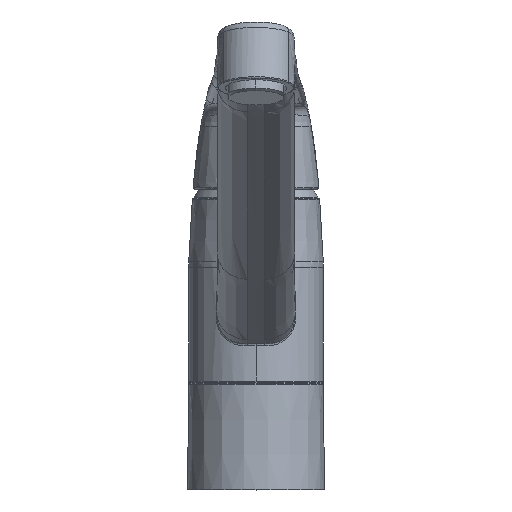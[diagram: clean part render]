
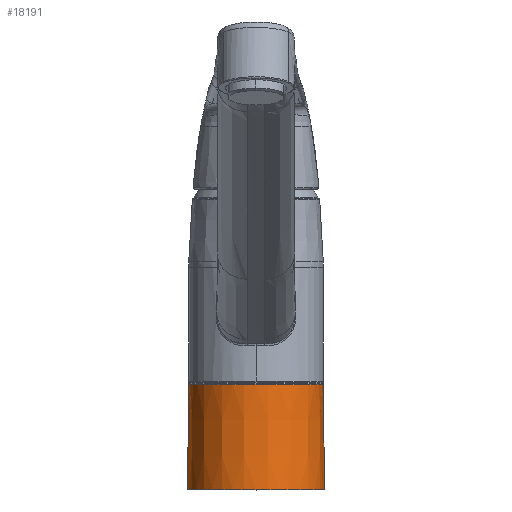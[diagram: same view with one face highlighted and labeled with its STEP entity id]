
A CAD part, top view. The second image highlights one B-rep face of the part: STEP entity #18191.
In plain terms, the highlighted conical face has half-angle 0.5 degrees and reference radius 26.5 mm.
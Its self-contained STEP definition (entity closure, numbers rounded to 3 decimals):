
#556 = CARTESIAN_POINT ( 'NONE',  ( 55.62, 486.257, 517.566 ) ) ;
#852 = CARTESIAN_POINT ( 'NONE',  ( 82.12, 486.654, 517.566 ) ) ;
#1386 = DIRECTION ( 'NONE',  ( 0., -1., 0. ) ) ;
#1916 = CARTESIAN_POINT ( 'NONE',  ( 29.116, 486.257, 517.566 ) ) ;
#1971 = DIRECTION ( 'NONE',  ( 1., 0., 0. ) ) ;
#2519 = CONICAL_SURFACE ( 'NONE', #3961, 26.5, 0.009 ) ;
#2533 = CIRCLE ( 'NONE', #18315, 26.865 ) ;
#2805 = DIRECTION ( 'NONE',  ( 0., -1., 0. ) ) ;
#3463 = AXIS2_PLACEMENT_3D ( 'NONE', #556, #10462, #1971 ) ;
#3961 = AXIS2_PLACEMENT_3D ( 'NONE', #11226, #1386, #5583 ) ;
#3965 = ORIENTED_EDGE ( 'NONE', *, *, #15750, .T. ) ;
#4320 = ORIENTED_EDGE ( 'NONE', *, *, #7152, .T. ) ;
#5583 = DIRECTION ( 'NONE',  ( 1., 0., 0. ) ) ;
#7152 = EDGE_CURVE ( 'NONE', #13406, #15924, #15248, .T. ) ;
#7621 = VECTOR ( 'NONE', #10749, 1000. ) ;
#7695 = ORIENTED_EDGE ( 'NONE', *, *, #15160, .F. ) ;
#7802 = EDGE_LOOP ( 'NONE', ( #4320, #3965, #7695, #17888 ) ) ;
#9964 = CARTESIAN_POINT ( 'NONE',  ( 29.12, 486.654, 517.566 ) ) ;
#10367 = CARTESIAN_POINT ( 'NONE',  ( 28.755, 444.854, 517.566 ) ) ;
#10462 = DIRECTION ( 'NONE',  ( 0., -1., 0. ) ) ;
#10749 = DIRECTION ( 'NONE',  ( 0.009, -1., 0. ) ) ;
#11035 = VERTEX_POINT ( 'NONE', #10367 ) ;
#11226 = CARTESIAN_POINT ( 'NONE',  ( 55.62, 486.654, 517.566 ) ) ;
#11272 = CARTESIAN_POINT ( 'NONE',  ( 55.62, 444.854, 517.566 ) ) ;
#12052 = VECTOR ( 'NONE', #14230, 1000. ) ;
#12680 = DIRECTION ( 'NONE',  ( -1., 0., 0. ) ) ;
#12687 = CARTESIAN_POINT ( 'NONE',  ( 82.123, 486.257, 517.566 ) ) ;
#13406 = VERTEX_POINT ( 'NONE', #12687 ) ;
#14230 = DIRECTION ( 'NONE',  ( -0.009, -1., 0. ) ) ;
#14261 = FACE_OUTER_BOUND ( 'NONE', #7802, .T. ) ;
#14730 = LINE ( 'NONE', #852, #7621 ) ;
#15160 = EDGE_CURVE ( 'NONE', #17510, #11035, #2533, .T. ) ;
#15248 = CIRCLE ( 'NONE', #3463, 26.503 ) ;
#15750 = EDGE_CURVE ( 'NONE', #15924, #11035, #16732, .T. ) ;
#15924 = VERTEX_POINT ( 'NONE', #1916 ) ;
#16732 = LINE ( 'NONE', #9964, #12052 ) ;
#17510 = VERTEX_POINT ( 'NONE', #18022 ) ;
#17888 = ORIENTED_EDGE ( 'NONE', *, *, #17939, .F. ) ;
#17939 = EDGE_CURVE ( 'NONE', #13406, #17510, #14730, .T. ) ;
#18022 = CARTESIAN_POINT ( 'NONE',  ( 82.484, 444.854, 517.566 ) ) ;
#18191 = ADVANCED_FACE ( 'NONE', ( #14261 ), #2519, .T. ) ;
#18315 = AXIS2_PLACEMENT_3D ( 'NONE', #11272, #2805, #12680 ) ;
